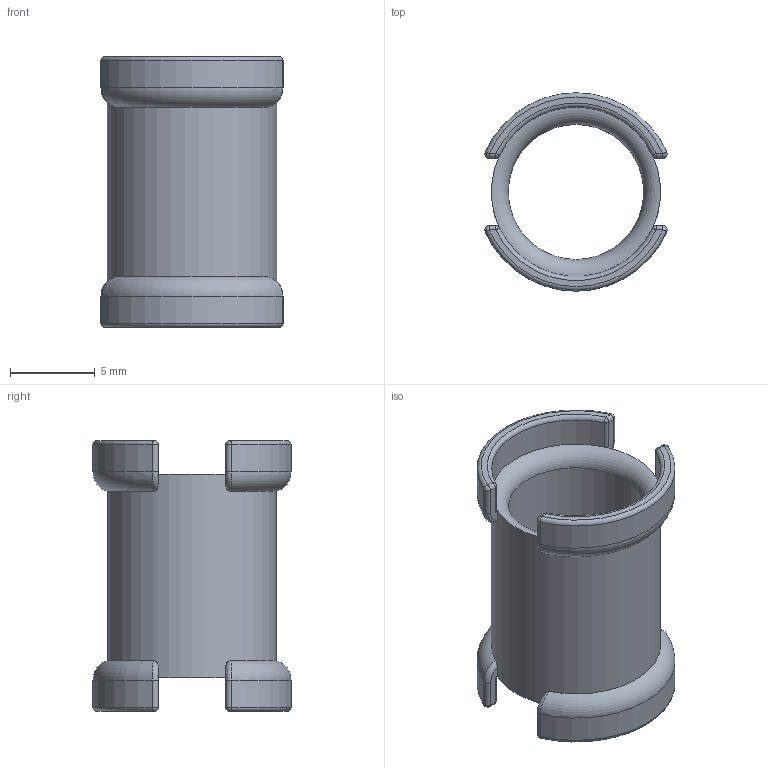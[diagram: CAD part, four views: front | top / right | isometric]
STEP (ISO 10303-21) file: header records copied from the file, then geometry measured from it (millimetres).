
FILE_DESCRIPTION(/* description */ (''),/* implementation_level */ '2;1');
FILE_NAME(/* name */ 'MID_CUP.step',/* time_stamp */ '2023-02-07T19:00:13-06:00',/* author */ (''),/* organization */ (''),/* preprocessor_version */ 'ST-DEVELOPER v19.2',/* originating_system */ 'Autodesk Translation Framework v11.17.0.187',/* authorisation */ '');
FILE_SCHEMA (('AUTOMOTIVE_DESIGN { 1 0 10303 214 3 1 1 }'));
Length unit declared in the file: millimetre
Products named in the file (1): FusionComponent
Bounding box: 10.76 x 11.7 x 16 mm (x, y, z)
Volume: 443.6 mm3; surface area: 993.3 mm2
Topology: 1 solids, 1 shells, 84 faces, 196 edges, 112 vertices
Faces by surface type: cylinder 34, sphere 16, torus 14, plane 12, bspline 8
Full cylindrical faces by diameter (mm): 8 x1, 10 x1
Entity records: 3015 total; most frequent: CARTESIAN_POINT 1105, DIRECTION 408, ORIENTED_EDGE 392, EDGE_CURVE 196, AXIS2_PLACEMENT_3D 175, VERTEX_POINT 112, CIRCLE 98, FACE_OUTER_BOUND 84
